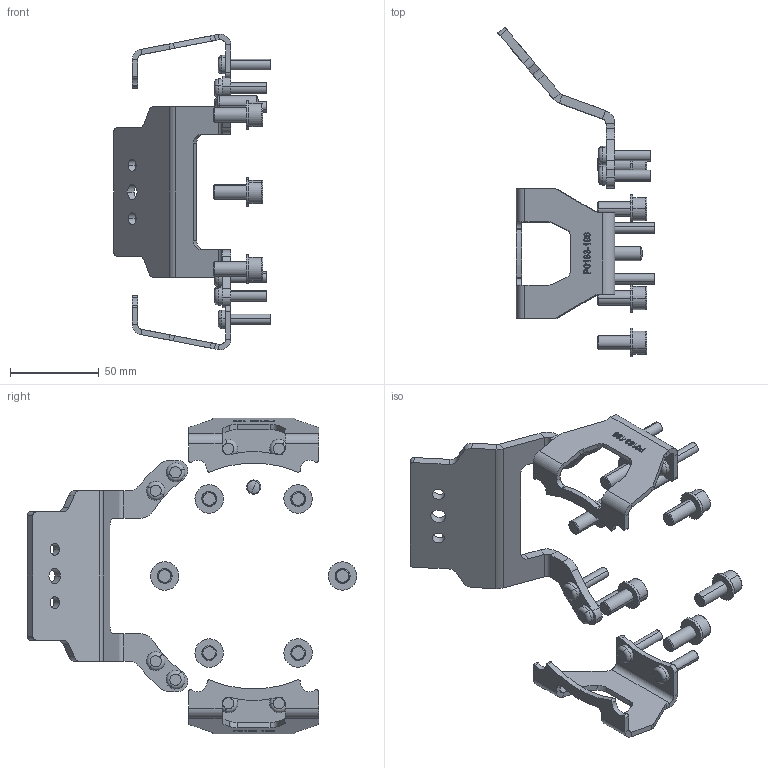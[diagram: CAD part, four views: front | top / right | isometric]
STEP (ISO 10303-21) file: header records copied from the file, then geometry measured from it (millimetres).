
FILE_DESCRIPTION (( 'STEP AP214' ), '1' );
FILE_NAME ('P5221.STEP', '2025-07-29T07:48:44', ( '' ), ( '' ), 'SwSTEP 2.0', 'SolidWorks 2024', '' );
FILE_SCHEMA (( 'AUTOMOTIVE_DESIGN' ));
Length unit declared in the file: millimetre
Products named in the file (1): P5221
Bounding box: 87.78 x 185.26 x 177.44 mm (x, y, z)
Volume: 80618.9 mm3; surface area: 52242.8 mm2
Topology: 24 solids, 24 shells, 684 faces, 1642 edges, 1052 vertices
Faces by surface type: plane 270, cylinder 196, bspline 156, torus 44, cone 14, sphere 4
Entity records: 28670 total; most frequent: CARTESIAN_POINT 13071, ORIENTED_EDGE 3284, DIRECTION 2890, EDGE_CURVE 1642, VERTEX_POINT 1052, AXIS2_PLACEMENT_3D 1031, VECTOR 828, LINE 828
